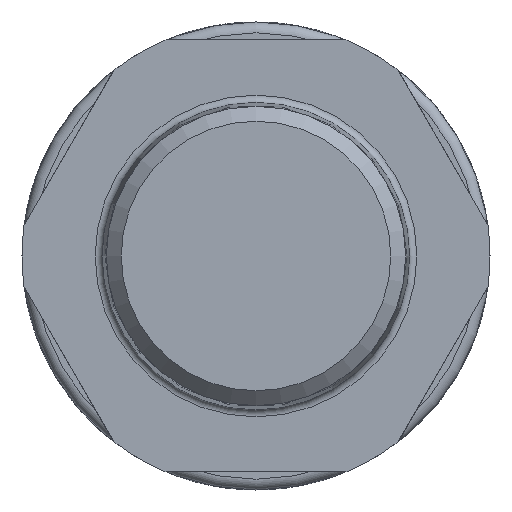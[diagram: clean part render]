
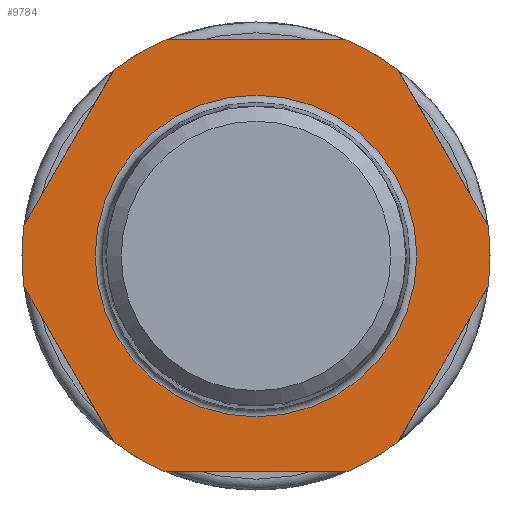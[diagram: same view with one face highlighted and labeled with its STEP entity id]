
A CAD part, left-side view. The second image highlights one B-rep face of the part: STEP entity #9784.
In plain terms, the highlighted planar face has unit normal (-1, 0, 0).
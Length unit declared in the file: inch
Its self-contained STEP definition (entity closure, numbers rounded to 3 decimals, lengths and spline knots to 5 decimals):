
#19=FACE_BOUND('',#2300,.T.);
#711=LINE('',#20397,#1062);
#714=LINE('',#20423,#1065);
#717=LINE('',#20449,#1068);
#720=LINE('',#20475,#1071);
#723=LINE('',#20493,#1074);
#726=LINE('',#20530,#1077);
#1062=VECTOR('',#13461,0.3937);
#1065=VECTOR('',#13466,0.3937);
#1068=VECTOR('',#13471,0.3937);
#1071=VECTOR('',#13476,0.3937);
#1074=VECTOR('',#13481,0.3937);
#1077=VECTOR('',#13486,0.3937);
#1245=PLANE('',#10932);
#1765=FACE_OUTER_BOUND('',#2299,.T.);
#2299=EDGE_LOOP('',(#8503,#8504,#8505,#8506,#8507,#8508,#8509,#8510,#8511,
#8512,#8513,#8514));
#2300=EDGE_LOOP('',(#8515,#8516));
#2890=CIRCLE('',#10914,0.63976);
#2892=CIRCLE('',#10917,0.63976);
#2893=CIRCLE('',#10919,0.63976);
#2896=CIRCLE('',#10923,0.63976);
#2897=CIRCLE('',#10925,0.63976);
#2903=CIRCLE('',#10933,0.63976);
#2904=CIRCLE('',#10934,0.43976);
#2905=CIRCLE('',#10935,0.43976);
#4174=VERTEX_POINT('',#20394);
#4175=VERTEX_POINT('',#20396);
#4178=VERTEX_POINT('',#20420);
#4179=VERTEX_POINT('',#20422);
#4182=VERTEX_POINT('',#20446);
#4183=VERTEX_POINT('',#20448);
#4186=VERTEX_POINT('',#20472);
#4187=VERTEX_POINT('',#20474);
#4190=VERTEX_POINT('',#20490);
#4191=VERTEX_POINT('',#20492);
#4195=VERTEX_POINT('',#20527);
#4196=VERTEX_POINT('',#20529);
#4199=VERTEX_POINT('',#20556);
#4200=VERTEX_POINT('',#20557);
#5606=EDGE_CURVE('',#4175,#4174,#711,.T.);
#5610=EDGE_CURVE('',#4179,#4178,#714,.T.);
#5614=EDGE_CURVE('',#4183,#4182,#717,.T.);
#5618=EDGE_CURVE('',#4187,#4186,#720,.T.);
#5622=EDGE_CURVE('',#4191,#4190,#723,.T.);
#5627=EDGE_CURVE('',#4196,#4195,#726,.T.);
#5630=EDGE_CURVE('',#4196,#4186,#2890,.T.);
#5632=EDGE_CURVE('',#4187,#4182,#2892,.T.);
#5633=EDGE_CURVE('',#4179,#4190,#2893,.T.);
#5636=EDGE_CURVE('',#4183,#4178,#2896,.T.);
#5637=EDGE_CURVE('',#4175,#4195,#2897,.T.);
#5643=EDGE_CURVE('',#4191,#4174,#2903,.T.);
#5644=EDGE_CURVE('',#4199,#4200,#2904,.T.);
#5645=EDGE_CURVE('',#4200,#4199,#2905,.T.);
#8503=ORIENTED_EDGE('',*,*,#5606,.T.);
#8504=ORIENTED_EDGE('',*,*,#5643,.F.);
#8505=ORIENTED_EDGE('',*,*,#5622,.T.);
#8506=ORIENTED_EDGE('',*,*,#5633,.F.);
#8507=ORIENTED_EDGE('',*,*,#5610,.T.);
#8508=ORIENTED_EDGE('',*,*,#5636,.F.);
#8509=ORIENTED_EDGE('',*,*,#5614,.T.);
#8510=ORIENTED_EDGE('',*,*,#5632,.F.);
#8511=ORIENTED_EDGE('',*,*,#5618,.T.);
#8512=ORIENTED_EDGE('',*,*,#5630,.F.);
#8513=ORIENTED_EDGE('',*,*,#5627,.T.);
#8514=ORIENTED_EDGE('',*,*,#5637,.F.);
#8515=ORIENTED_EDGE('',*,*,#5644,.T.);
#8516=ORIENTED_EDGE('',*,*,#5645,.T.);
#9784=ADVANCED_FACE('',(#1765,#19),#1245,.T.);
#10914=AXIS2_PLACEMENT_3D('',#20534,#13492,#13493);
#10917=AXIS2_PLACEMENT_3D('',#20537,#13498,#13499);
#10919=AXIS2_PLACEMENT_3D('',#20539,#13502,#13503);
#10923=AXIS2_PLACEMENT_3D('',#20543,#13510,#13511);
#10925=AXIS2_PLACEMENT_3D('',#20545,#13514,#13515);
#10932=AXIS2_PLACEMENT_3D('',#20554,#13528,#13529);
#10933=AXIS2_PLACEMENT_3D('',#20555,#13530,#13531);
#10934=AXIS2_PLACEMENT_3D('',#20558,#13532,#13533);
#10935=AXIS2_PLACEMENT_3D('',#20559,#13534,#13535);
#13461=DIRECTION('',(0.,-0.5,-0.866));
#13466=DIRECTION('',(0.,-0.5,0.866));
#13471=DIRECTION('',(0.,0.5,0.866));
#13476=DIRECTION('',(0.,1.,0.));
#13481=DIRECTION('',(0.,-1.,0.));
#13486=DIRECTION('',(0.,0.5,-0.866));
#13492=DIRECTION('center_axis',(1.,0.,0.));
#13493=DIRECTION('ref_axis',(0.,0.,
1.));
#13498=DIRECTION('center_axis',(1.,0.,0.));
#13499=DIRECTION('ref_axis',(0.,0.,
1.));
#13502=DIRECTION('center_axis',(1.,0.,0.));
#13503=DIRECTION('ref_axis',(0.,0.,
1.));
#13510=DIRECTION('center_axis',(1.,0.,0.));
#13511=DIRECTION('ref_axis',(0.,0.,
1.));
#13514=DIRECTION('center_axis',(1.,0.,0.));
#13515=DIRECTION('ref_axis',(0.,0.,
1.));
#13528=DIRECTION('center_axis',(-1.,0.,0.));
#13529=DIRECTION('ref_axis',(0.,0.,
-1.));
#13530=DIRECTION('center_axis',(1.,0.,0.));
#13531=DIRECTION('ref_axis',(0.,0.,
1.));
#13532=DIRECTION('center_axis',(1.,0.,0.));
#13533=DIRECTION('ref_axis',(0.,0.,
1.));
#13534=DIRECTION('center_axis',(1.,0.,0.));
#13535=DIRECTION('ref_axis',(0.,0.,
1.));
#20394=CARTESIAN_POINT('',(-1.12913,0.3884,-0.50837));
#20396=CARTESIAN_POINT('',(-1.12913,0.63446,-0.08218));
#20397=CARTESIAN_POINT('',(-1.12913,0.49298,-0.32724));
#20420=CARTESIAN_POINT('',(-1.12913,-0.63446,-0.08218));
#20422=CARTESIAN_POINT('',(-1.12913,-0.3884,-0.50837));
#20423=CARTESIAN_POINT('',(-1.12913,-0.52989,-0.26331));
#20446=CARTESIAN_POINT('',(-1.12913,-0.3884,0.50837));
#20448=CARTESIAN_POINT('',(-1.12913,-0.63446,0.08218));
#20449=CARTESIAN_POINT('',(-1.12913,-0.65292,0.05021));
#20472=CARTESIAN_POINT('',(-1.12913,0.24606,0.59055));
#20474=CARTESIAN_POINT('',(-1.12913,-0.24606,0.59055));
#20475=CARTESIAN_POINT('',(-1.12913,-0.44291,0.59055));
#20490=CARTESIAN_POINT('',(-1.12913,-0.24606,-0.59055));
#20492=CARTESIAN_POINT('',(-1.12913,0.24606,-0.59055));
#20493=CARTESIAN_POINT('',(-1.12913,-0.19685,-0.59055));
#20527=CARTESIAN_POINT('',(-1.12913,0.63446,0.08218));
#20529=CARTESIAN_POINT('',(-1.12913,0.3884,0.50837));
#20530=CARTESIAN_POINT('',(-1.12913,0.36995,0.54034));
#20534=CARTESIAN_POINT('Origin',(-1.12913,0.,
0.));
#20537=CARTESIAN_POINT('Origin',(-1.12913,0.,
0.));
#20539=CARTESIAN_POINT('Origin',(-1.12913,0.,
0.));
#20543=CARTESIAN_POINT('Origin',(-1.12913,0.,
0.));
#20545=CARTESIAN_POINT('Origin',(-1.12913,0.,
0.));
#20554=CARTESIAN_POINT('Origin',(-1.12913,-0.63976,0.));
#20555=CARTESIAN_POINT('Origin',(-1.12913,0.,
0.));
#20556=CARTESIAN_POINT('',(-1.12913,-0.43976,0.));
#20557=CARTESIAN_POINT('',(-1.12913,0.,-0.43976));
#20558=CARTESIAN_POINT('Origin',(-1.12913,0.,
0.));
#20559=CARTESIAN_POINT('Origin',(-1.12913,0.,
0.));
